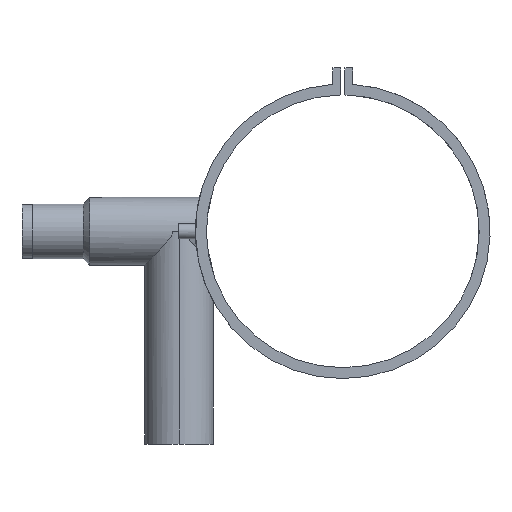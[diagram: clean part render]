
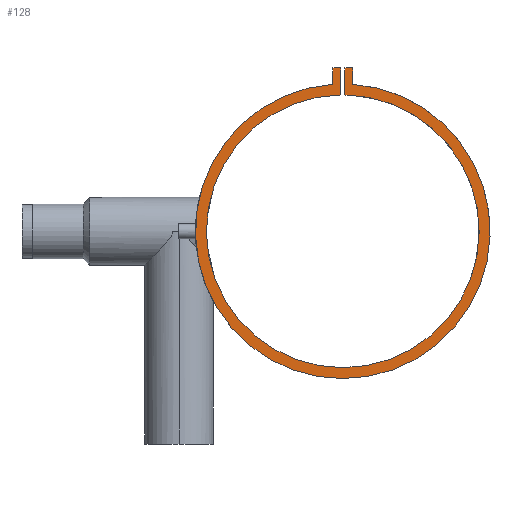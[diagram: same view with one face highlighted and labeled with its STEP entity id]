
A CAD part, left-side view. The second image highlights one B-rep face of the part: STEP entity #128.
In plain terms, the highlighted planar face has unit normal (-1, 0, 0).
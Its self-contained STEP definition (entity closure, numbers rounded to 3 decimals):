
#58 = AXIS2_PLACEMENT_3D ( 'NONE', #2615, #779, #1595 ) ;
#62 = CIRCLE ( 'NONE', #58, 135. ) ;
#102 = VECTOR ( 'NONE', #1430, 1000. ) ;
#128 = ADVANCED_FACE ( 'NONE', ( #2545 ), #701, .F. ) ;
#184 = CARTESIAN_POINT ( 'NONE',  ( -69., 9., 149.7 ) ) ;
#202 = VERTEX_POINT ( 'NONE', #944 ) ;
#234 = EDGE_CURVE ( 'NONE', #202, #561, #753, .T. ) ;
#241 = VECTOR ( 'NONE', #1543, 1000. ) ;
#274 = VERTEX_POINT ( 'NONE', #608 ) ;
#348 = CARTESIAN_POINT ( 'NONE',  ( -69., -9., 149.7 ) ) ;
#351 = ORIENTED_EDGE ( 'NONE', *, *, #1862, .F. ) ;
#433 = CARTESIAN_POINT ( 'NONE',  ( -69., -2., 149.7 ) ) ;
#499 = DIRECTION ( 'NONE',  ( 0., 0., -1. ) ) ;
#535 = ORIENTED_EDGE ( 'NONE', *, *, #847, .F. ) ;
#542 = DIRECTION ( 'NONE',  ( 0., 0., -1. ) ) ;
#561 = VERTEX_POINT ( 'NONE', #605 ) ;
#605 = CARTESIAN_POINT ( 'NONE',  ( -69., 2., 124.984 ) ) ;
#608 = CARTESIAN_POINT ( 'NONE',  ( -69., 9., 149.7 ) ) ;
#616 = CARTESIAN_POINT ( 'NONE',  ( -69., -9., 149.7 ) ) ;
#701 = PLANE ( 'NONE',  #1318 ) ;
#715 = EDGE_CURVE ( 'NONE', #561, #1987, #1488, .T. ) ;
#722 = CARTESIAN_POINT ( 'NONE',  ( -69., 9., 149.7 ) ) ;
#733 = VERTEX_POINT ( 'NONE', #1359 ) ;
#753 = LINE ( 'NONE', #1569, #1927 ) ;
#779 = DIRECTION ( 'NONE',  ( 1., 0., 0. ) ) ;
#847 = EDGE_CURVE ( 'NONE', #1014, #274, #2039, .T. ) ;
#851 = LINE ( 'NONE', #1669, #2362 ) ;
#944 = CARTESIAN_POINT ( 'NONE',  ( -69., 2., 149.7 ) ) ;
#983 = EDGE_CURVE ( 'NONE', #1987, #733, #2284, .T. ) ;
#1014 = VERTEX_POINT ( 'NONE', #1466 ) ;
#1015 = DIRECTION ( 'NONE',  ( 0., 0., 1. ) ) ;
#1176 = ORIENTED_EDGE ( 'NONE', *, *, #2152, .F. ) ;
#1195 = VECTOR ( 'NONE', #1255, 1000. ) ;
#1209 = ORIENTED_EDGE ( 'NONE', *, *, #2651, .F. ) ;
#1255 = DIRECTION ( 'NONE',  ( 0., 0., 1. ) ) ;
#1318 = AXIS2_PLACEMENT_3D ( 'NONE', #1518, #2347, #499 ) ;
#1359 = CARTESIAN_POINT ( 'NONE',  ( -69., -2., 149.7 ) ) ;
#1404 = VECTOR ( 'NONE', #1015, 1000. ) ;
#1430 = DIRECTION ( 'NONE',  ( 0., 0., -1. ) ) ;
#1466 = CARTESIAN_POINT ( 'NONE',  ( -69., 9., 134.7 ) ) ;
#1487 = AXIS2_PLACEMENT_3D ( 'NONE', #1563, #2390, #542 ) ;
#1488 = CIRCLE ( 'NONE', #1487, 125. ) ;
#1518 = CARTESIAN_POINT ( 'NONE',  ( -69., 0., 0. ) ) ;
#1543 = DIRECTION ( 'NONE',  ( 0., -1., 0. ) ) ;
#1563 = CARTESIAN_POINT ( 'NONE',  ( -69., 0., 0. ) ) ;
#1569 = CARTESIAN_POINT ( 'NONE',  ( -69., 2., 149.7 ) ) ;
#1591 = VERTEX_POINT ( 'NONE', #2399 ) ;
#1595 = DIRECTION ( 'NONE',  ( 0., 0., -1. ) ) ;
#1603 = VERTEX_POINT ( 'NONE', #348 ) ;
#1669 = CARTESIAN_POINT ( 'NONE',  ( -69., -2., 149.7 ) ) ;
#1862 = EDGE_CURVE ( 'NONE', #274, #202, #2564, .T. ) ;
#1894 = ORIENTED_EDGE ( 'NONE', *, *, #234, .F. ) ;
#1927 = VECTOR ( 'NONE', #2398, 1000. ) ;
#1933 = ORIENTED_EDGE ( 'NONE', *, *, #2025, .F. ) ;
#1987 = VERTEX_POINT ( 'NONE', #2208 ) ;
#2008 = EDGE_LOOP ( 'NONE', ( #1933, #1176, #1209, #2377, #2639, #1894, #351, #535 ) ) ;
#2025 = EDGE_CURVE ( 'NONE', #1591, #1014, #62, .T. ) ;
#2039 = LINE ( 'NONE', #184, #1404 ) ;
#2152 = EDGE_CURVE ( 'NONE', #1603, #1591, #2464, .T. ) ;
#2208 = CARTESIAN_POINT ( 'NONE',  ( -69., -2., 124.984 ) ) ;
#2284 = LINE ( 'NONE', #433, #1195 ) ;
#2347 = DIRECTION ( 'NONE',  ( 1., 0., 0. ) ) ;
#2362 = VECTOR ( 'NONE', #2494, 1000. ) ;
#2377 = ORIENTED_EDGE ( 'NONE', *, *, #983, .F. ) ;
#2390 = DIRECTION ( 'NONE',  ( -1., 0., 0. ) ) ;
#2398 = DIRECTION ( 'NONE',  ( 0., 0., -1. ) ) ;
#2399 = CARTESIAN_POINT ( 'NONE',  ( -69., -9., 134.7 ) ) ;
#2464 = LINE ( 'NONE', #616, #102 ) ;
#2494 = DIRECTION ( 'NONE',  ( 0., -1., 0. ) ) ;
#2545 = FACE_OUTER_BOUND ( 'NONE', #2008, .T. ) ;
#2564 = LINE ( 'NONE', #722, #241 ) ;
#2615 = CARTESIAN_POINT ( 'NONE',  ( -69., 0., 0. ) ) ;
#2639 = ORIENTED_EDGE ( 'NONE', *, *, #715, .F. ) ;
#2651 = EDGE_CURVE ( 'NONE', #733, #1603, #851, .T. ) ;
